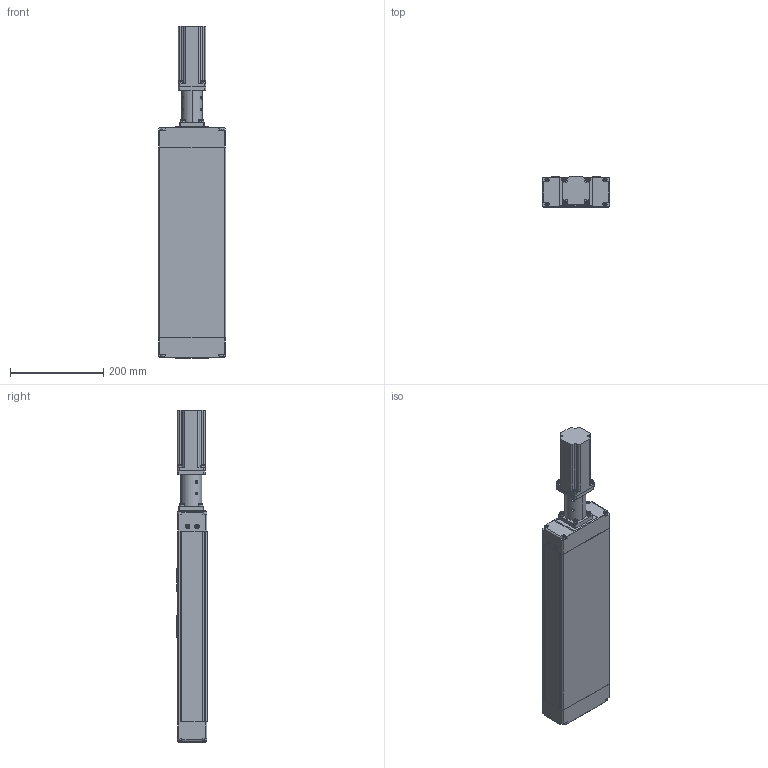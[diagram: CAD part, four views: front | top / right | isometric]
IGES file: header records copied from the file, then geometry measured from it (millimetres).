
Global section: file name: No Iges File Name specified; native system: Autodesk Inventor 2011; preprocessor: AutoDesk Inventor Iges Exporter R2011; author: user; date: 20110307.080534; units: millimetre
Bounding box: 145 x 65 x 713.7 mm (x, y, z)
Volume: 4985549 mm3; surface area: 350857.7 mm2
Topology: 15 solids, 15 shells, 991 faces, 2616 edges, 1679 vertices
Faces by surface type: plane 451, bspline 172, cylinder 165, revolution 115, torus 52, cone 36
